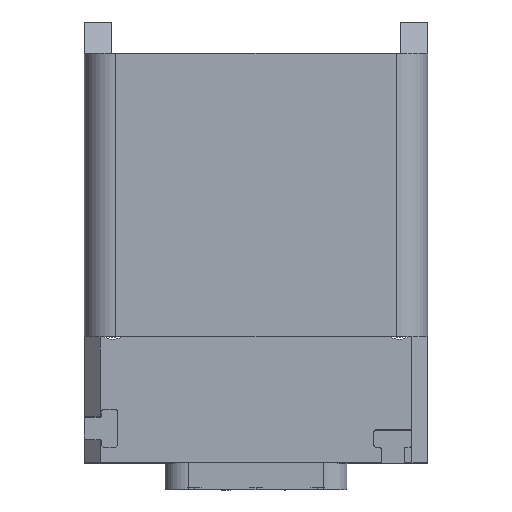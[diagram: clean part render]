
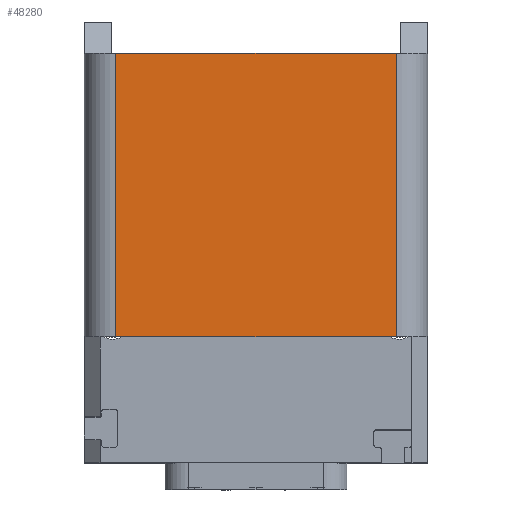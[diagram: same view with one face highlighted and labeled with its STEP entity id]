
A CAD part, top view. The second image highlights one B-rep face of the part: STEP entity #48280.
In plain terms, the highlighted planar face has unit normal (0, 0, 1).
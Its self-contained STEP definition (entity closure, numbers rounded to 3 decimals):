
#3593=DIRECTION('',(1.,0.,0.));
#3594=VECTOR('',#3593,17.8);
#3595=CARTESIAN_POINT('',(-8.9,1.65,15.85));
#3596=LINE('',#3595,#3594);
#3610=DIRECTION('',(0.,-1.,0.));
#3611=VECTOR('',#3610,18.);
#3612=CARTESIAN_POINT('',(8.9,19.65,15.85));
#3613=LINE('',#3612,#3611);
#3627=DIRECTION('',(1.,0.,0.));
#3628=VECTOR('',#3627,17.8);
#3629=CARTESIAN_POINT('',(-8.9,19.65,15.85));
#3630=LINE('',#3629,#3628);
#3631=DIRECTION('',(0.,1.,0.));
#3632=VECTOR('',#3631,18.);
#3633=CARTESIAN_POINT('',(-8.9,1.65,15.85));
#3634=LINE('',#3633,#3632);
#31638=CARTESIAN_POINT('',(-8.9,1.65,15.85));
#31639=CARTESIAN_POINT('',(8.9,1.65,15.85));
#31640=VERTEX_POINT('',#31638);
#31641=VERTEX_POINT('',#31639);
#31826=CARTESIAN_POINT('',(-8.9,19.65,15.85));
#31827=VERTEX_POINT('',#31826);
#31828=CARTESIAN_POINT('',(8.9,19.65,15.85));
#31829=VERTEX_POINT('',#31828);
#48267=CARTESIAN_POINT('',(-10.9,21.65,15.85));
#48268=DIRECTION('',(0.,0.,1.));
#48269=DIRECTION('',(0.,-1.,0.));
#48270=AXIS2_PLACEMENT_3D('',#48267,#48268,#48269);
#48271=PLANE('',#48270);
#48273=ORIENTED_EDGE('',*,*,#48272,.T.);
#48275=ORIENTED_EDGE('',*,*,#48274,.T.);
#48276=ORIENTED_EDGE('',*,*,#48256,.T.);
#48277=ORIENTED_EDGE('',*,*,#48228,.F.);
#48278=EDGE_LOOP('',(#48273,#48275,#48276,#48277));
#48279=FACE_OUTER_BOUND('',#48278,.F.);
#48280=ADVANCED_FACE('',(#48279),#48271,.T.);
#48228=EDGE_CURVE('',#31640,#31641,#3596,.T.);
#48256=EDGE_CURVE('',#31829,#31641,#3613,.T.);
#48272=EDGE_CURVE('',#31640,#31827,#3634,.T.);
#48274=EDGE_CURVE('',#31827,#31829,#3630,.T.);
